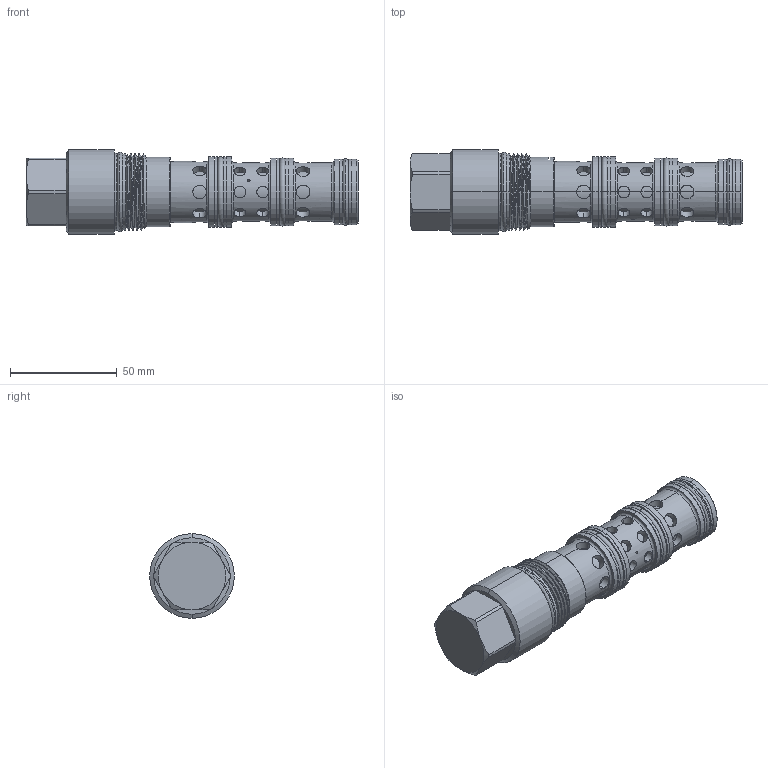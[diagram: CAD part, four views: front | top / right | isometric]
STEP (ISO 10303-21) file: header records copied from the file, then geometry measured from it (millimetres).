
FILE_DESCRIPTION (( 'STEP AP203' ), '1' );
FILE_NAME ('DQ33A40-N.STEP', '2020-04-15T07:28:15', ( '' ), ( '' ), 'SwSTEP 2.0', 'SolidWorks 2018', '' );
FILE_SCHEMA (( 'CONFIG_CONTROL_DESIGN' ));
Length unit declared in the file: millimetre
Products named in the file (1): DQ33A40-N
Bounding box: 155.6 x 39.67 x 39.67 mm (x, y, z)
Volume: 120039.3 mm3; surface area: 29544.9 mm2
Topology: 5 solids, 5 shells, 280 faces, 596 edges, 375 vertices
Faces by surface type: cylinder 190, plane 46, torus 22, cone 19, bspline 3
Entity records: 12631 total; most frequent: CARTESIAN_POINT 6709, ORIENTED_EDGE 1192, DIRECTION 1179, EDGE_CURVE 596, AXIS2_PLACEMENT_3D 495, VERTEX_POINT 375, EDGE_LOOP 337, FACE_OUTER_BOUND 280
